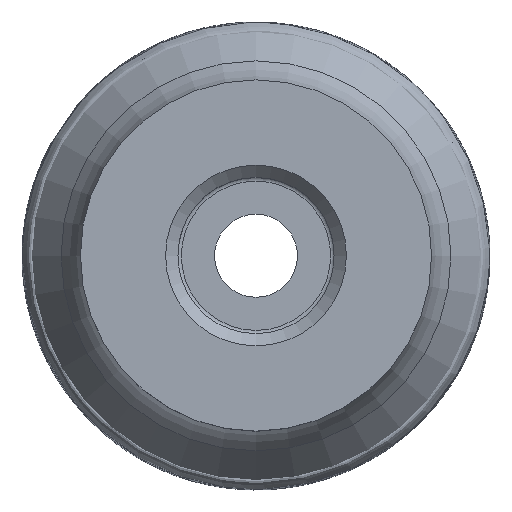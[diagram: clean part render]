
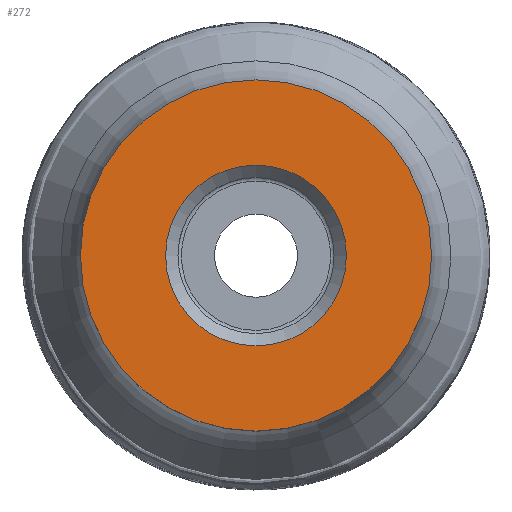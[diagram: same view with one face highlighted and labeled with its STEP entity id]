
A CAD part, top view. The second image highlights one B-rep face of the part: STEP entity #272.
In plain terms, the highlighted planar face has unit normal (0, 0, 1).
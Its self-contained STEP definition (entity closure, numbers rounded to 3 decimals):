
#105=PLANE('',#516);
#131=EDGE_LOOP('',(#177));
#132=EDGE_LOOP('',(#178));
#177=ORIENTED_EDGE('',*,*,#213,.F.);
#178=ORIENTED_EDGE('',*,*,#214,.T.);
#213=EDGE_CURVE('',#347,#347,#236,.T.);
#214=EDGE_CURVE('',#348,#348,#237,.T.);
#236=CIRCLE('',#514,28.575);
#237=CIRCLE('',#515,14.705);
#272=ADVANCED_FACE('',(#309,#310),#105,.T.);
#309=FACE_BOUND('',#131,.T.);
#310=FACE_BOUND('',#132,.T.);
#347=VERTEX_POINT('',#10646);
#348=VERTEX_POINT('',#10648);
#514=AXIS2_PLACEMENT_3D('',#10645,#613,#614);
#515=AXIS2_PLACEMENT_3D('',#10647,#615,#616);
#516=AXIS2_PLACEMENT_3D('',#10649,#617,#618);
#613=DIRECTION('',(0.,0.,-1.));
#614=DIRECTION('',(-1.,0.,0.));
#615=DIRECTION('',(0.,0.,-1.));
#616=DIRECTION('',(0.,-1.,0.));
#617=DIRECTION('',(0.,0.,1.));
#618=DIRECTION('',(1.,0.,0.));
#10645=CARTESIAN_POINT('',(0.,0.,0.));
#10646=CARTESIAN_POINT('',(-28.575,0.,0.));
#10647=CARTESIAN_POINT('',(0.,0.,0.));
#10648=CARTESIAN_POINT('',(0.,-14.705,0.));
#10649=CARTESIAN_POINT('',(0.,28.575,0.));
